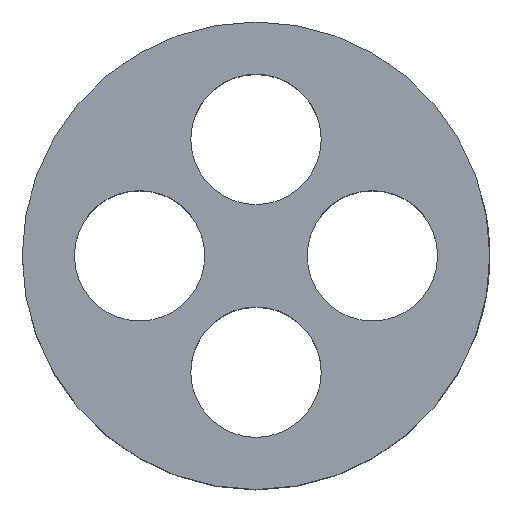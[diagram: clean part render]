
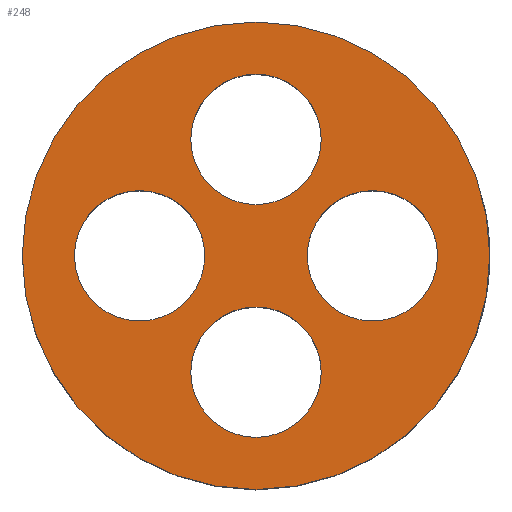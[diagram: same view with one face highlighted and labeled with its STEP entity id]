
A CAD part, top view. The second image highlights one B-rep face of the part: STEP entity #248.
In plain terms, the highlighted planar face has unit normal (0, 0, 1).
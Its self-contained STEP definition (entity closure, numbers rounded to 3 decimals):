
#16 = EDGE_CURVE ( 'NONE', #109, #182, #677, .T. ) ;
#28 = VERTEX_POINT ( 'NONE', #706 ) ;
#30 = VERTEX_POINT ( 'NONE', #705 ) ;
#34 = EDGE_CURVE ( 'NONE', #28, #35, #704, .T. ) ;
#35 = VERTEX_POINT ( 'NONE', #699 ) ;
#47 = EDGE_CURVE ( 'NONE', #49, #51, #687, .T. ) ;
#49 = VERTEX_POINT ( 'NONE', #735 ) ;
#51 = VERTEX_POINT ( 'NONE', #734 ) ;
#58 = EDGE_CURVE ( 'NONE', #182, #109, #768, .T. ) ;
#64 = EDGE_CURVE ( 'NONE', #68, #67, #756, .T. ) ;
#67 = VERTEX_POINT ( 'NONE', #750 ) ;
#68 = VERTEX_POINT ( 'NONE', #749 ) ;
#86 = EDGE_CURVE ( 'NONE', #90, #30, #836, .T. ) ;
#90 = VERTEX_POINT ( 'NONE', #824 ) ;
#109 = VERTEX_POINT ( 'NONE', #839 ) ;
#182 = VERTEX_POINT ( 'NONE', #996 ) ;
#232 = EDGE_LOOP ( 'NONE', ( #233, #235 ) ) ;
#233 = ORIENTED_EDGE ( 'NONE', *, *, #234, .T. ) ;
#234 = EDGE_CURVE ( 'NONE', #35, #28, #1091, .T. ) ;
#235 = ORIENTED_EDGE ( 'NONE', *, *, #34, .T. ) ;
#236 = EDGE_LOOP ( 'NONE', ( #237, #292 ) ) ;
#237 = ORIENTED_EDGE ( 'NONE', *, *, #291, .T. ) ;
#248 = ADVANCED_FACE ( 'NONE', ( #1079, #1074, #1073, #1134, #1133 ), #1132, .F. ) ;
#249 = EDGE_LOOP ( 'NONE', ( #303, #305 ) ) ;
#291 = EDGE_CURVE ( 'NONE', #67, #68, #1184, .T. ) ;
#292 = ORIENTED_EDGE ( 'NONE', *, *, #64, .T. ) ;
#293 = EDGE_LOOP ( 'NONE', ( #294, #295 ) ) ;
#294 = ORIENTED_EDGE ( 'NONE', *, *, #58, .T. ) ;
#295 = ORIENTED_EDGE ( 'NONE', *, *, #16, .T. ) ;
#303 = ORIENTED_EDGE ( 'NONE', *, *, #304, .T. ) ;
#304 = EDGE_CURVE ( 'NONE', #51, #49, #1169, .T. ) ;
#305 = ORIENTED_EDGE ( 'NONE', *, *, #47, .T. ) ;
#306 = EDGE_LOOP ( 'NONE', ( #307, #309 ) ) ;
#307 = ORIENTED_EDGE ( 'NONE', *, *, #308, .T. ) ;
#308 = EDGE_CURVE ( 'NONE', #30, #90, #1227, .T. ) ;
#309 = ORIENTED_EDGE ( 'NONE', *, *, #86, .T. ) ;
#673 = DIRECTION ( 'NONE',  ( 1., 0., 0. ) ) ;
#674 = DIRECTION ( 'NONE',  ( 0., 0., 1. ) ) ;
#675 = CARTESIAN_POINT ( 'NONE',  ( 0., 0., 0. ) ) ;
#676 = AXIS2_PLACEMENT_3D ( 'NONE', #675, #674, #673 ) ;
#677 = CIRCLE ( 'NONE', #676, 12.55 ) ;
#687 = CIRCLE ( 'NONE', #743, 3.5 ) ;
#699 = CARTESIAN_POINT ( 'NONE',  ( 2.75, 0., 0. ) ) ;
#700 = DIRECTION ( 'NONE',  ( 0., 1., 0. ) ) ;
#701 = DIRECTION ( 'NONE',  ( 0., 0., -1. ) ) ;
#702 = CARTESIAN_POINT ( 'NONE',  ( 6.25, 0., 0. ) ) ;
#703 = AXIS2_PLACEMENT_3D ( 'NONE', #702, #701, #700 ) ;
#704 = CIRCLE ( 'NONE', #703, 3.5 ) ;
#705 = CARTESIAN_POINT ( 'NONE',  ( -3.5, -6.25, 0. ) ) ;
#706 = CARTESIAN_POINT ( 'NONE',  ( 9.75, 0., 0. ) ) ;
#718 = CARTESIAN_POINT ( 'NONE',  ( 0., 0., 0. ) ) ;
#734 = CARTESIAN_POINT ( 'NONE',  ( -9.75, 0., 0. ) ) ;
#735 = CARTESIAN_POINT ( 'NONE',  ( -2.75, 0., 0. ) ) ;
#740 = DIRECTION ( 'NONE',  ( 0., -1., 0. ) ) ;
#741 = DIRECTION ( 'NONE',  ( 0., 0., -1. ) ) ;
#742 = CARTESIAN_POINT ( 'NONE',  ( -6.25, 0., 0. ) ) ;
#743 = AXIS2_PLACEMENT_3D ( 'NONE', #742, #741, #740 ) ;
#749 = CARTESIAN_POINT ( 'NONE',  ( 3.5, 6.25, 0. ) ) ;
#750 = CARTESIAN_POINT ( 'NONE',  ( -3.5, 6.25, 0. ) ) ;
#752 = DIRECTION ( 'NONE',  ( -1., 0., 0. ) ) ;
#753 = DIRECTION ( 'NONE',  ( 0., 0., -1. ) ) ;
#754 = CARTESIAN_POINT ( 'NONE',  ( 0., 6.25, 0. ) ) ;
#755 = AXIS2_PLACEMENT_3D ( 'NONE', #754, #753, #752 ) ;
#756 = CIRCLE ( 'NONE', #755, 3.5 ) ;
#765 = DIRECTION ( 'NONE',  ( 1., 0., 0. ) ) ;
#766 = DIRECTION ( 'NONE',  ( 0., 0., 1. ) ) ;
#767 = AXIS2_PLACEMENT_3D ( 'NONE', #718, #766, #765 ) ;
#768 = CIRCLE ( 'NONE', #767, 12.55 ) ;
#824 = CARTESIAN_POINT ( 'NONE',  ( 3.5, -6.25, 0. ) ) ;
#832 = DIRECTION ( 'NONE',  ( 1., 0., 0. ) ) ;
#833 = DIRECTION ( 'NONE',  ( 0., 0., -1. ) ) ;
#834 = CARTESIAN_POINT ( 'NONE',  ( 0., -6.25, 0. ) ) ;
#835 = AXIS2_PLACEMENT_3D ( 'NONE', #834, #833, #832 ) ;
#836 = CIRCLE ( 'NONE', #835, 3.5 ) ;
#839 = CARTESIAN_POINT ( 'NONE',  ( -12.55, 0., 0. ) ) ;
#996 = CARTESIAN_POINT ( 'NONE',  ( 12.55, 0., 0. ) ) ;
#1073 = FACE_BOUND ( 'NONE', #232, .T. ) ;
#1074 = FACE_BOUND ( 'NONE', #306, .T. ) ;
#1079 = FACE_BOUND ( 'NONE', #249, .T. ) ;
#1087 = DIRECTION ( 'NONE',  ( 0., 1., 0. ) ) ;
#1088 = DIRECTION ( 'NONE',  ( 0., 0., -1. ) ) ;
#1089 = CARTESIAN_POINT ( 'NONE',  ( 6.25, 0., 0. ) ) ;
#1090 = AXIS2_PLACEMENT_3D ( 'NONE', #1089, #1088, #1087 ) ;
#1091 = CIRCLE ( 'NONE', #1090, 3.5 ) ;
#1128 = DIRECTION ( 'NONE',  ( -1., 0., 0. ) ) ;
#1129 = DIRECTION ( 'NONE',  ( 0., 0., -1. ) ) ;
#1130 = CARTESIAN_POINT ( 'NONE',  ( 0., 0., 0. ) ) ;
#1131 = AXIS2_PLACEMENT_3D ( 'NONE', #1130, #1129, #1128 ) ;
#1132 = PLANE ( 'NONE',  #1131 ) ;
#1133 = FACE_OUTER_BOUND ( 'NONE', #293, .T. ) ;
#1134 = FACE_BOUND ( 'NONE', #236, .T. ) ;
#1165 = DIRECTION ( 'NONE',  ( 0., -1., 0. ) ) ;
#1166 = DIRECTION ( 'NONE',  ( 0., 0., -1. ) ) ;
#1167 = CARTESIAN_POINT ( 'NONE',  ( -6.25, 0., 0. ) ) ;
#1168 = AXIS2_PLACEMENT_3D ( 'NONE', #1167, #1166, #1165 ) ;
#1169 = CIRCLE ( 'NONE', #1168, 3.5 ) ;
#1180 = DIRECTION ( 'NONE',  ( -1., 0., 0. ) ) ;
#1181 = DIRECTION ( 'NONE',  ( 0., 0., -1. ) ) ;
#1182 = CARTESIAN_POINT ( 'NONE',  ( 0., 6.25, 0. ) ) ;
#1183 = AXIS2_PLACEMENT_3D ( 'NONE', #1182, #1181, #1180 ) ;
#1184 = CIRCLE ( 'NONE', #1183, 3.5 ) ;
#1223 = DIRECTION ( 'NONE',  ( 1., 0., 0. ) ) ;
#1224 = DIRECTION ( 'NONE',  ( 0., 0., -1. ) ) ;
#1225 = CARTESIAN_POINT ( 'NONE',  ( 0., -6.25, 0. ) ) ;
#1226 = AXIS2_PLACEMENT_3D ( 'NONE', #1225, #1224, #1223 ) ;
#1227 = CIRCLE ( 'NONE', #1226, 3.5 ) ;
